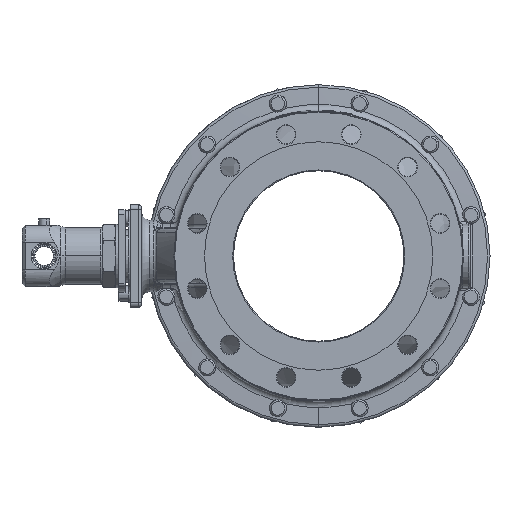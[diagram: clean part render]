
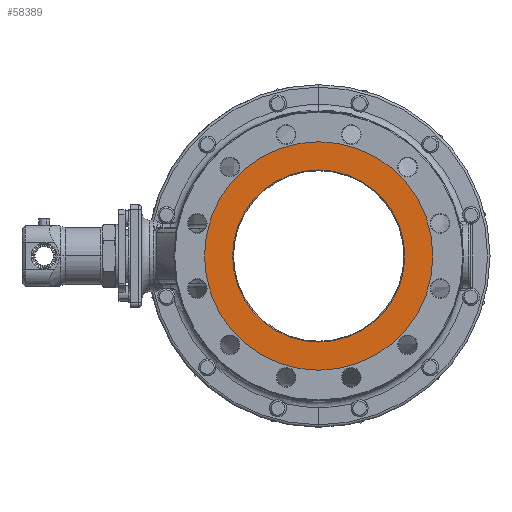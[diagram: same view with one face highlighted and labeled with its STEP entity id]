
A CAD part, left-side view. The second image highlights one B-rep face of the part: STEP entity #58389.
In plain terms, the highlighted planar face has unit normal (-1, 0, 0).
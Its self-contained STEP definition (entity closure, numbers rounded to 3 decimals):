
#6139 = AXIS2_PLACEMENT_3D ( 'NONE', #21446, #56933, #42226 ) ;
#7156 = EDGE_LOOP ( 'NONE', ( #10272, #22692 ) ) ;
#8212 = PLANE ( 'NONE',  #45660 ) ;
#10135 = EDGE_CURVE ( 'NONE', #49259, #55297, #40048, .T. ) ;
#10272 = ORIENTED_EDGE ( 'NONE', *, *, #30736, .F. ) ;
#12343 = CARTESIAN_POINT ( 'NONE',  ( -190., 0., -134. ) ) ;
#13177 = DIRECTION ( 'NONE',  ( 0., 0., -1. ) ) ;
#13364 = VERTEX_POINT ( 'NONE', #26559 ) ;
#13516 = CIRCLE ( 'NONE', #28876, 134. ) ;
#16920 = AXIS2_PLACEMENT_3D ( 'NONE', #33175, #65226, #39869 ) ;
#17472 = EDGE_LOOP ( 'NONE', ( #61425, #40949 ) ) ;
#21446 = CARTESIAN_POINT ( 'NONE',  ( -190., 0., 0. ) ) ;
#22272 = CIRCLE ( 'NONE', #16920, 101. ) ;
#22692 = ORIENTED_EDGE ( 'NONE', *, *, #43891, .F. ) ;
#23645 = DIRECTION ( 'NONE',  ( 0., 0., -1. ) ) ;
#23680 = DIRECTION ( 'NONE',  ( 1., 0., 0. ) ) ;
#24601 = DIRECTION ( 'NONE',  ( 1., 0., 0. ) ) ;
#26559 = CARTESIAN_POINT ( 'NONE',  ( -190., 0., 134. ) ) ;
#28876 = AXIS2_PLACEMENT_3D ( 'NONE', #49373, #23680, #13177 ) ;
#29522 = FACE_OUTER_BOUND ( 'NONE', #7156, .T. ) ;
#29983 = DIRECTION ( 'NONE',  ( 0., 0., -1. ) ) ;
#30736 = EDGE_CURVE ( 'NONE', #47873, #13364, #65443, .T. ) ;
#33175 = CARTESIAN_POINT ( 'NONE',  ( -190., 0., 0. ) ) ;
#37619 = CARTESIAN_POINT ( 'NONE',  ( -190., 0., -101. ) ) ;
#39552 = CARTESIAN_POINT ( 'NONE',  ( -190., 0., 0. ) ) ;
#39869 = DIRECTION ( 'NONE',  ( 0., 0., -1. ) ) ;
#40048 = CIRCLE ( 'NONE', #6139, 101. ) ;
#40344 = AXIS2_PLACEMENT_3D ( 'NONE', #39552, #24601, #29983 ) ;
#40949 = ORIENTED_EDGE ( 'NONE', *, *, #44893, .T. ) ;
#42226 = DIRECTION ( 'NONE',  ( 0., 0., -1. ) ) ;
#42620 = CARTESIAN_POINT ( 'NONE',  ( -190., 0., 101. ) ) ;
#43891 = EDGE_CURVE ( 'NONE', #13364, #47873, #13516, .T. ) ;
#44893 = EDGE_CURVE ( 'NONE', #55297, #49259, #22272, .T. ) ;
#45660 = AXIS2_PLACEMENT_3D ( 'NONE', #64649, #54240, #23645 ) ;
#47873 = VERTEX_POINT ( 'NONE', #12343 ) ;
#49259 = VERTEX_POINT ( 'NONE', #37619 ) ;
#49373 = CARTESIAN_POINT ( 'NONE',  ( -190., 0., 0. ) ) ;
#54240 = DIRECTION ( 'NONE',  ( 1., 0., 0. ) ) ;
#55297 = VERTEX_POINT ( 'NONE', #42620 ) ;
#56933 = DIRECTION ( 'NONE',  ( 1., 0., 0. ) ) ;
#58389 = ADVANCED_FACE ( 'NONE', ( #60591, #29522 ), #8212, .F. ) ;
#60591 = FACE_BOUND ( 'NONE', #17472, .T. ) ;
#61425 = ORIENTED_EDGE ( 'NONE', *, *, #10135, .T. ) ;
#64649 = CARTESIAN_POINT ( 'NONE',  ( -190., 134., 0. ) ) ;
#65226 = DIRECTION ( 'NONE',  ( 1., 0., 0. ) ) ;
#65443 = CIRCLE ( 'NONE', #40344, 134. ) ;
